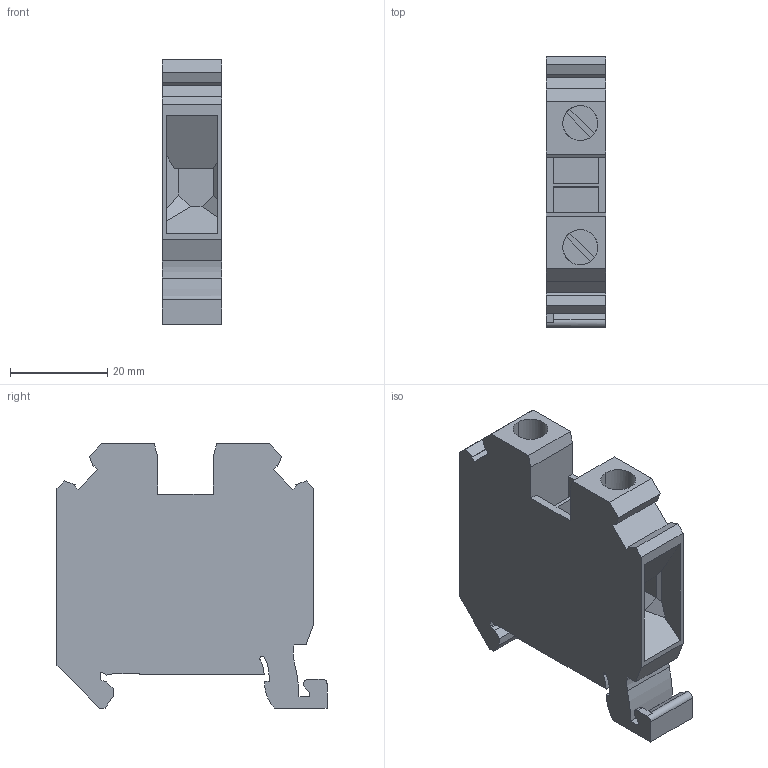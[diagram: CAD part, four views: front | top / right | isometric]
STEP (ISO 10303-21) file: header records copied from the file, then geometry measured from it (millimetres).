
FILE_DESCRIPTION(('Creo Elements/Direct Modeling STEP Export'),'2;1');
FILE_NAME('model.stp','2017-09-20T21:28:11',(''),(''),'Creo Elements/Direct Modeling STEP processor for AP214 (Solid Model)','Creo Elements/Direct Modeling 18.1I 14-Aug-2016 (C) Parametric Technology GmbH','');
FILE_SCHEMA(('AUTOMOTIVE_DESIGN { 1 0 10303 214 1 1 1 1 }'));
Length unit declared in the file: millimetre
Products named in the file (2): UT_16_BU-select
Assembly tree (1 placements, depth 2):
  UT_16_BU-select
    UT_16_BU-select
Bounding box: 12.15 x 55.5 x 54.35 mm (x, y, z)
Volume: 23495.7 mm3; surface area: 9995.6 mm2
Topology: 1 solids, 1 shells, 119 faces, 331 edges, 218 vertices
Faces by surface type: plane 104, cylinder 15
Entity records: 4728 total; most frequent: CARTESIAN_POINT 664, ORIENTED_EDGE 662, DIRECTION 601, EDGE_CURVE 331, VECTOR 291, LINE 291, VERTEX_POINT 218, AXIS2_PLACEMENT_3D 155
